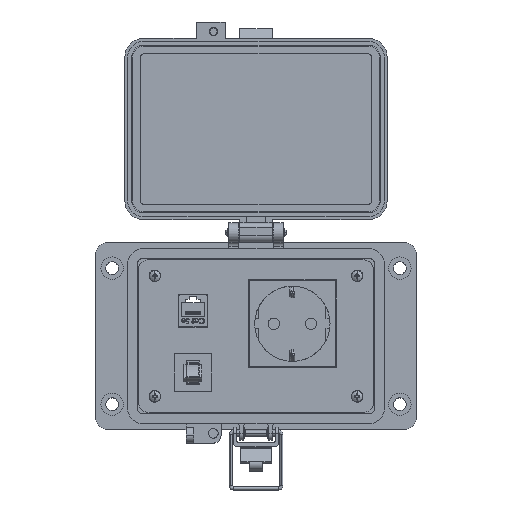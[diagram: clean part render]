
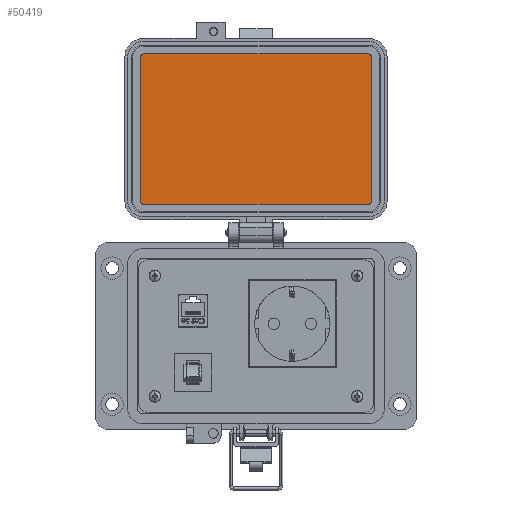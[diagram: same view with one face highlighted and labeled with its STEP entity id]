
A CAD part, top view. The second image highlights one B-rep face of the part: STEP entity #50419.
In plain terms, the highlighted planar face has unit normal (0, 0, 1).
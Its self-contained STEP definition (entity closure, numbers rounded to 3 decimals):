
#2524 = AXIS2_PLACEMENT_3D ( 'NONE', #43175, #16943, #47599 ) ;
#4293 = CARTESIAN_POINT ( 'NONE',  ( -59.505, 143.334, 8.694 ) ) ;
#4423 = VECTOR ( 'NONE', #42326, 1000. ) ;
#5486 = EDGE_CURVE ( 'NONE', #37473, #53066, #37444, .T. ) ;
#7206 = ORIENTED_EDGE ( 'NONE', *, *, #10959, .F. ) ;
#8314 = CARTESIAN_POINT ( 'NONE',  ( 57.717, 145.119, 8.694 ) ) ;
#9526 = CARTESIAN_POINT ( 'NONE',  ( 57.717, 145.119, 8.694 ) ) ;
#9866 = CARTESIAN_POINT ( 'NONE',  ( -57.72, 145.119, 8.694 ) ) ;
#10855 = PLANE ( 'NONE',  #40608 ) ;
#10959 = EDGE_CURVE ( 'NONE', #36325, #35157, #23990, .T. ) ;
#12192 = ORIENTED_EDGE ( 'NONE', *, *, #13041, .F. ) ;
#12513 = CARTESIAN_POINT ( 'NONE',  ( 59.502, 69.55, 8.694 ) ) ;
#13041 = EDGE_CURVE ( 'NONE', #14152, #23454, #56303, .T. ) ;
#14152 = VERTEX_POINT ( 'NONE', #55158 ) ;
#14734 = CARTESIAN_POINT ( 'NONE',  ( -57.72, 143.334, 8.694 ) ) ;
#15274 = DIRECTION ( 'NONE',  ( 0., -1., 0. ) ) ;
#15290 = DIRECTION ( 'NONE',  ( 0., -1., 0. ) ) ;
#15477 = DIRECTION ( 'NONE',  ( 0., 0., -1. ) ) ;
#15592 = EDGE_LOOP ( 'NONE', ( #28795, #12192, #17701, #37159, #38042, #46368, #51359, #7206 ) ) ;
#15601 = CARTESIAN_POINT ( 'NONE',  ( 57.717, 69.55, 8.694 ) ) ;
#16092 = CARTESIAN_POINT ( 'NONE',  ( 59.502, 69.55, 8.694 ) ) ;
#16943 = DIRECTION ( 'NONE',  ( 0., 0., -1. ) ) ;
#17701 = ORIENTED_EDGE ( 'NONE', *, *, #27245, .F. ) ;
#17779 = CIRCLE ( 'NONE', #2524, 1.785 ) ;
#18588 = AXIS2_PLACEMENT_3D ( 'NONE', #15601, #15477, #15290 ) ;
#19135 = DIRECTION ( 'NONE',  ( 0., -1., 0. ) ) ;
#21800 = CARTESIAN_POINT ( 'NONE',  ( 57.717, 143.334, 8.694 ) ) ;
#22618 = VECTOR ( 'NONE', #40159, 1000. ) ;
#23454 = VERTEX_POINT ( 'NONE', #4293 ) ;
#23990 = LINE ( 'NONE', #9526, #22618 ) ;
#26175 = DIRECTION ( 'NONE',  ( 0., -1., 0. ) ) ;
#27245 = EDGE_CURVE ( 'NONE', #29399, #14152, #17779, .T. ) ;
#27697 = CIRCLE ( 'NONE', #42814, 1.785 ) ;
#27736 = LINE ( 'NONE', #16092, #4423 ) ;
#28169 = EDGE_CURVE ( 'NONE', #39216, #37473, #27736, .T. ) ;
#28795 = ORIENTED_EDGE ( 'NONE', *, *, #38345, .F. ) ;
#28846 = VECTOR ( 'NONE', #42743, 1000. ) ;
#29399 = VERTEX_POINT ( 'NONE', #43519 ) ;
#34482 = CARTESIAN_POINT ( 'NONE',  ( 57.717, 67.765, 8.694 ) ) ;
#35157 = VERTEX_POINT ( 'NONE', #8314 ) ;
#36325 = VERTEX_POINT ( 'NONE', #9866 ) ;
#37009 = LINE ( 'NONE', #55777, #47337 ) ;
#37159 = ORIENTED_EDGE ( 'NONE', *, *, #50491, .F. ) ;
#37444 = CIRCLE ( 'NONE', #18588, 1.785 ) ;
#37473 = VERTEX_POINT ( 'NONE', #12513 ) ;
#37894 = DIRECTION ( 'NONE',  ( -1., 0., 0. ) ) ;
#38042 = ORIENTED_EDGE ( 'NONE', *, *, #5486, .F. ) ;
#38345 = EDGE_CURVE ( 'NONE', #23454, #36325, #27697, .T. ) ;
#39216 = VERTEX_POINT ( 'NONE', #48653 ) ;
#40159 = DIRECTION ( 'NONE',  ( 1., 0., 0. ) ) ;
#40608 = AXIS2_PLACEMENT_3D ( 'NONE', #50129, #41458, #15274 ) ;
#41458 = DIRECTION ( 'NONE',  ( 0., 0., 1. ) ) ;
#42326 = DIRECTION ( 'NONE',  ( 0., -1., 0. ) ) ;
#42743 = DIRECTION ( 'NONE',  ( 0., 1., 0. ) ) ;
#42814 = AXIS2_PLACEMENT_3D ( 'NONE', #14734, #45377, #19135 ) ;
#43175 = CARTESIAN_POINT ( 'NONE',  ( -57.72, 69.55, 8.694 ) ) ;
#43519 = CARTESIAN_POINT ( 'NONE',  ( -57.72, 67.765, 8.694 ) ) ;
#44637 = EDGE_CURVE ( 'NONE', #35157, #39216, #54601, .T. ) ;
#45377 = DIRECTION ( 'NONE',  ( 0., 0., -1. ) ) ;
#46368 = ORIENTED_EDGE ( 'NONE', *, *, #28169, .F. ) ;
#47337 = VECTOR ( 'NONE', #37894, 1000. ) ;
#47599 = DIRECTION ( 'NONE',  ( 0., -1., 0. ) ) ;
#48025 = FACE_OUTER_BOUND ( 'NONE', #15592, .T. ) ;
#48653 = CARTESIAN_POINT ( 'NONE',  ( 59.502, 143.334, 8.694 ) ) ;
#50129 = CARTESIAN_POINT ( 'NONE',  ( -30.745, 145.119, 8.694 ) ) ;
#50419 = ADVANCED_FACE ( 'NONE', ( #48025 ), #10855, .T. ) ;
#50491 = EDGE_CURVE ( 'NONE', #53066, #29399, #37009, .T. ) ;
#51359 = ORIENTED_EDGE ( 'NONE', *, *, #44637, .F. ) ;
#51394 = CARTESIAN_POINT ( 'NONE',  ( -59.505, 143.334, 8.694 ) ) ;
#51568 = AXIS2_PLACEMENT_3D ( 'NONE', #21800, #52473, #26175 ) ;
#52473 = DIRECTION ( 'NONE',  ( 0., 0., -1. ) ) ;
#53066 = VERTEX_POINT ( 'NONE', #34482 ) ;
#54601 = CIRCLE ( 'NONE', #51568, 1.785 ) ;
#55158 = CARTESIAN_POINT ( 'NONE',  ( -59.505, 69.55, 8.694 ) ) ;
#55777 = CARTESIAN_POINT ( 'NONE',  ( -57.72, 67.765, 8.694 ) ) ;
#56303 = LINE ( 'NONE', #51394, #28846 ) ;
